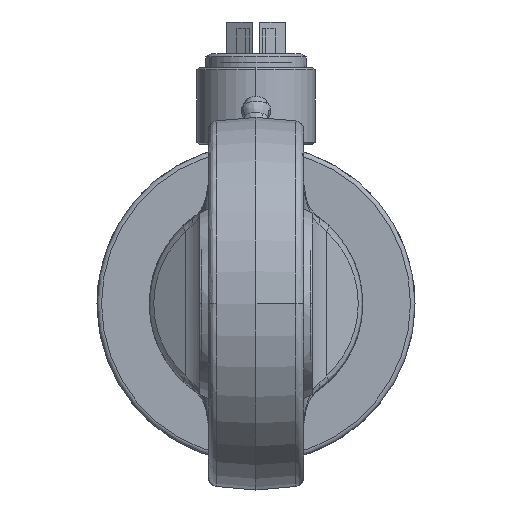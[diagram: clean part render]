
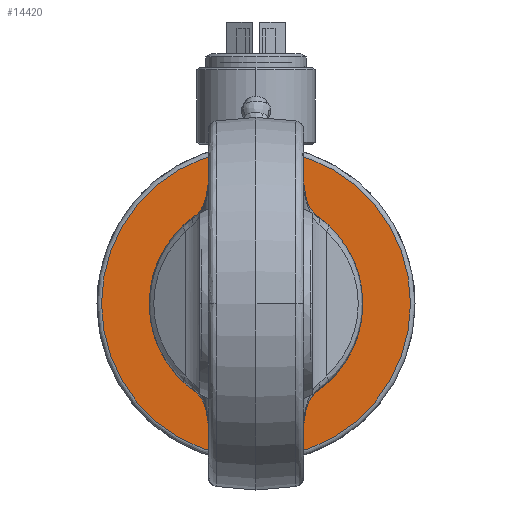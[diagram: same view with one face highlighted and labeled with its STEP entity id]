
A CAD part, left-side view. The second image highlights one B-rep face of the part: STEP entity #14420.
In plain terms, the highlighted planar face has unit normal (-1, 0, 0).
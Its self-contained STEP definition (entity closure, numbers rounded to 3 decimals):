
#708 = CARTESIAN_POINT ( 'NONE',  ( -10., 0., 34. ) ) ;
#1559 = EDGE_LOOP ( 'NONE', ( #11604, #9898 ) ) ;
#1859 = AXIS2_PLACEMENT_3D ( 'NONE', #16058, #8746, #15964 ) ;
#2103 = PLANE ( 'NONE',  #4351 ) ;
#2214 = DIRECTION ( 'NONE',  ( 0., 0., 1. ) ) ;
#2490 = EDGE_CURVE ( 'NONE', #9522, #12792, #11151, .T. ) ;
#2528 = AXIS2_PLACEMENT_3D ( 'NONE', #17261, #6047, #4392 ) ;
#3051 = CIRCLE ( 'NONE', #1859, 2. ) ;
#3465 = EDGE_CURVE ( 'NONE', #16875, #16035, #14056, .T. ) ;
#3509 = DIRECTION ( 'NONE',  ( 0., 0., 1. ) ) ;
#3684 = FACE_BOUND ( 'NONE', #1559, .T. ) ;
#3710 = CARTESIAN_POINT ( 'NONE',  ( -10., 0., 0. ) ) ;
#3884 = DIRECTION ( 'NONE',  ( -1., 0., 0. ) ) ;
#4351 = AXIS2_PLACEMENT_3D ( 'NONE', #708, #9225, #3509 ) ;
#4392 = DIRECTION ( 'NONE',  ( 0., 0., 1. ) ) ;
#5834 = EDGE_CURVE ( 'NONE', #12792, #9522, #3051, .T. ) ;
#6047 = DIRECTION ( 'NONE',  ( -1., 0., 0. ) ) ;
#7061 = CARTESIAN_POINT ( 'NONE',  ( -10., 0., 34. ) ) ;
#7142 = AXIS2_PLACEMENT_3D ( 'NONE', #3710, #3884, #2214 ) ;
#7926 = FACE_OUTER_BOUND ( 'NONE', #17065, .T. ) ;
#8166 = ORIENTED_EDGE ( 'NONE', *, *, #3465, .T. ) ;
#8746 = DIRECTION ( 'NONE',  ( 1., 0., 0. ) ) ;
#9225 = DIRECTION ( 'NONE',  ( -1., 0., 0. ) ) ;
#9522 = VERTEX_POINT ( 'NONE', #12054 ) ;
#9646 = ORIENTED_EDGE ( 'NONE', *, *, #15556, .T. ) ;
#9898 = ORIENTED_EDGE ( 'NONE', *, *, #2490, .T. ) ;
#9979 = DIRECTION ( 'NONE',  ( 0., 0., -1. ) ) ;
#10088 = CIRCLE ( 'NONE', #7142, 34. ) ;
#11151 = CIRCLE ( 'NONE', #15590, 2. ) ;
#11375 = CARTESIAN_POINT ( 'NONE',  ( -10., 0., 0. ) ) ;
#11604 = ORIENTED_EDGE ( 'NONE', *, *, #5834, .T. ) ;
#12054 = CARTESIAN_POINT ( 'NONE',  ( -10., 0., 2. ) ) ;
#12337 = CARTESIAN_POINT ( 'NONE',  ( -10., 0., -2. ) ) ;
#12792 = VERTEX_POINT ( 'NONE', #12337 ) ;
#14056 = CIRCLE ( 'NONE', #2528, 34. ) ;
#14420 = ADVANCED_FACE ( 'NONE', ( #7926, #3684 ), #2103, .T. ) ;
#14696 = CARTESIAN_POINT ( 'NONE',  ( -10., 0., -34. ) ) ;
#15449 = DIRECTION ( 'NONE',  ( 1., 0., 0. ) ) ;
#15556 = EDGE_CURVE ( 'NONE', #16035, #16875, #10088, .T. ) ;
#15590 = AXIS2_PLACEMENT_3D ( 'NONE', #11375, #15449, #9979 ) ;
#15964 = DIRECTION ( 'NONE',  ( 0., 0., -1. ) ) ;
#16035 = VERTEX_POINT ( 'NONE', #14696 ) ;
#16058 = CARTESIAN_POINT ( 'NONE',  ( -10., 0., 0. ) ) ;
#16875 = VERTEX_POINT ( 'NONE', #7061 ) ;
#17065 = EDGE_LOOP ( 'NONE', ( #8166, #9646 ) ) ;
#17261 = CARTESIAN_POINT ( 'NONE',  ( -10., 0., 0. ) ) ;
